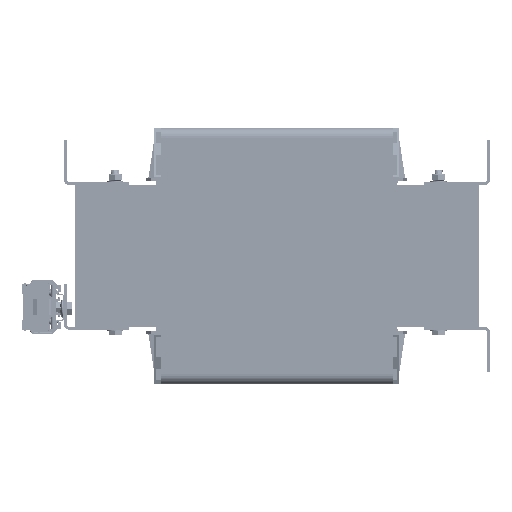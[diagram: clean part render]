
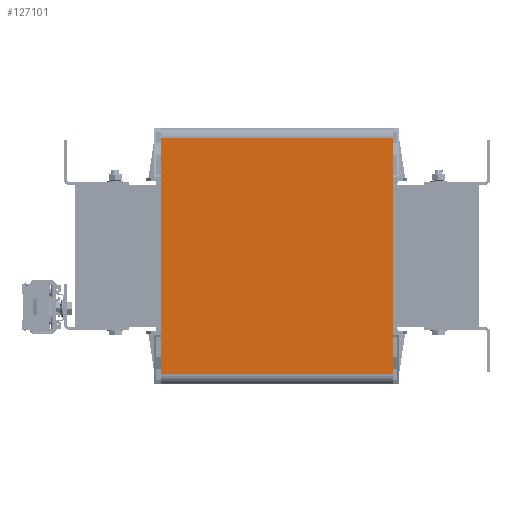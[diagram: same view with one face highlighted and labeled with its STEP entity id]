
A CAD part, left-side view. The second image highlights one B-rep face of the part: STEP entity #127101.
In plain terms, the highlighted planar face has unit normal (-1, 0, 0).
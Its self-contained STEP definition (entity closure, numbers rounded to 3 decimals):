
#4984=LINE('',#211414,#15219);
#4990=LINE('',#211433,#15225);
#4991=LINE('',#211436,#15226);
#4992=LINE('',#211437,#15227);
#15219=VECTOR('',#154434,10.);
#15225=VECTOR('',#154454,10.);
#15226=VECTOR('',#154457,10.);
#15227=VECTOR('',#154458,10.);
#23913=PLANE('',#135549);
#27931=FACE_OUTER_BOUND('',#36219,.T.);
#36219=EDGE_LOOP('',(#84824,#84825,#84826,#84827));
#52780=VERTEX_POINT('',#211411);
#52781=VERTEX_POINT('',#211413);
#52787=VERTEX_POINT('',#211431);
#52788=VERTEX_POINT('',#211435);
#64231=EDGE_CURVE('',#52780,#52781,#4984,.T.);
#64241=EDGE_CURVE('',#52787,#52780,#4990,.T.);
#64242=EDGE_CURVE('',#52788,#52787,#4991,.T.);
#64243=EDGE_CURVE('',#52788,#52781,#4992,.T.);
#84824=ORIENTED_EDGE('',*,*,#64241,.F.);
#84825=ORIENTED_EDGE('',*,*,#64242,.F.);
#84826=ORIENTED_EDGE('',*,*,#64243,.T.);
#84827=ORIENTED_EDGE('',*,*,#64231,.F.);
#127101=ADVANCED_FACE('',(#27931),#23913,.T.);
#135549=AXIS2_PLACEMENT_3D('',#211434,#154455,#154456);
#154434=DIRECTION('',(0.,0.,-1.));
#154454=DIRECTION('',(0.,-1.,0.));
#154455=DIRECTION('center_axis',(-1.,0.,0.));
#154456=DIRECTION('ref_axis',(0.,0.,
1.));
#154457=DIRECTION('',(0.,0.,1.));
#154458=DIRECTION('',(0.,-1.,0.));
#211411=CARTESIAN_POINT('',(-240.,-115.,117.));
#211413=CARTESIAN_POINT('',(-240.,-115.,-117.));
#211414=CARTESIAN_POINT('',(-240.,-115.,117.));
#211431=CARTESIAN_POINT('',(-240.,115.,117.));
#211433=CARTESIAN_POINT('',(-240.,0.,117.));
#211434=CARTESIAN_POINT('Origin',(-240.,0.,-117.));
#211435=CARTESIAN_POINT('',(-240.,115.,-117.));
#211436=CARTESIAN_POINT('',(-240.,115.,117.));
#211437=CARTESIAN_POINT('',(-240.,0.,-117.));
